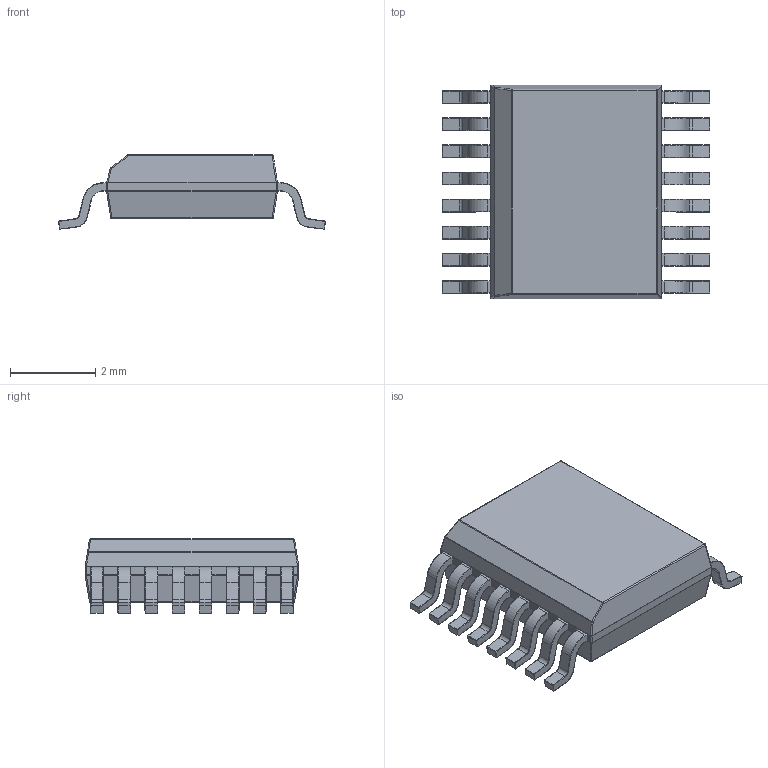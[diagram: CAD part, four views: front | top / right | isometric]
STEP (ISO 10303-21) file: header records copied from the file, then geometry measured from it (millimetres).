
FILE_DESCRIPTION(('FreeCAD Model'),'2;1');
FILE_NAME('User Library-SSOP 16-pin_sp.step','2017-08-28T16:56:18',('kicad StepUp'),('ksu MCAD'), 'Open CASCADE STEP processor 6.8','FreeCAD','Unknown');
FILE_SCHEMA(('AUTOMOTIVE_DESIGN_CC2 { 1 2 10303 214 -1 1 5 4 }'));
Length unit declared in the file: millimetre
Products named in the file (2): ASSEMBLY; User_Library-SSOP_16-pin_sp
Assembly tree (1 placements, depth 2):
  ASSEMBLY
    User_Library-SSOP_16-pin_sp
Bounding box: 6.25 x 5 x 1.74 mm (x, y, z)
Volume: 30 mm3; surface area: 87.6 mm2
Topology: 1 solids, 1 shells, 770 faces, 1809 edges, 930 vertices
Faces by surface type: cylinder 361, plane 207, bspline 202
Entity records: 28558 total; most frequent: CARTESIAN_POINT 7025, DIRECTION 3437, ORIENTED_EDGE 3396, EDGE_CURVE 1698, AXIS2_PLACEMENT_3D 1298, VERTEX_POINT 930, LINE 841, VECTOR 841
